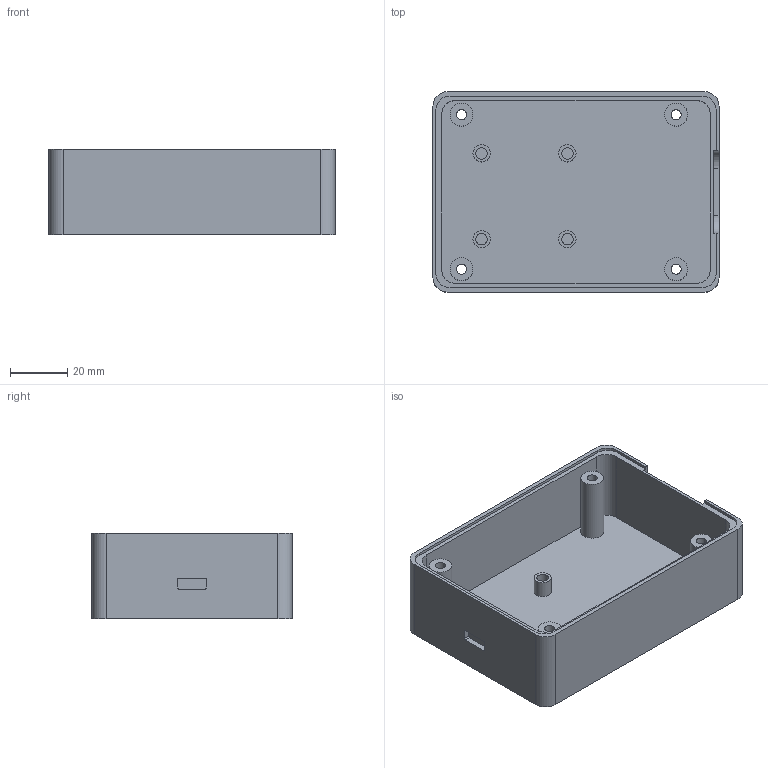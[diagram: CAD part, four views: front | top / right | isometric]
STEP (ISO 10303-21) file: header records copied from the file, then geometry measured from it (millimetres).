
FILE_DESCRIPTION(('FreeCAD Model'),'2;1');
FILE_NAME('Open CASCADE Shape Model','2025-03-10T06:14:51',(''),(''), 'Open CASCADE STEP processor 7.8','FreeCAD','Unknown');
FILE_SCHEMA(('AUTOMOTIVE_DESIGN { 1 0 10303 214 1 1 1 1 }'));
Length unit declared in the file: millimetre
Products named in the file (1): Bottom
Bounding box: 100 x 70 x 30 mm (x, y, z)
Volume: 49490.8 mm3; surface area: 36577.9 mm2
Topology: 1 solids, 1 shells, 88 faces, 194 edges, 128 vertices
Faces by surface type: plane 44, cylinder 44
Full cylindrical faces by diameter (mm): 3.5 x8, 4 x4, 5 x2, 6 x4, 8 x8
Entity records: 5094 total; most frequent: CARTESIAN_POINT 967, DIRECTION 816, LINE 418, VECTOR 418, ORIENTED_EDGE 388, PCURVE 388, DEFINITIONAL_REPRESENTATION 388, EDGE_CURVE 194
